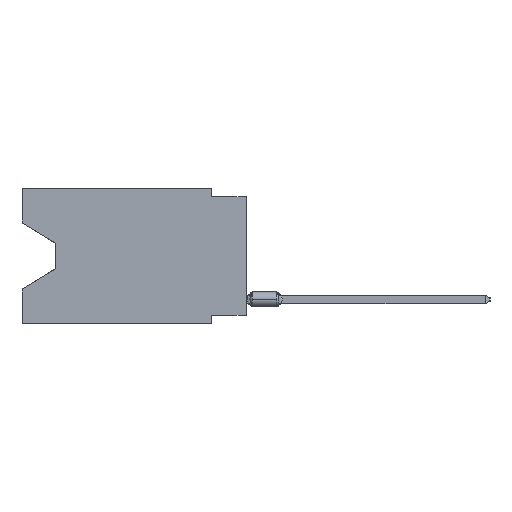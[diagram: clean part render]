
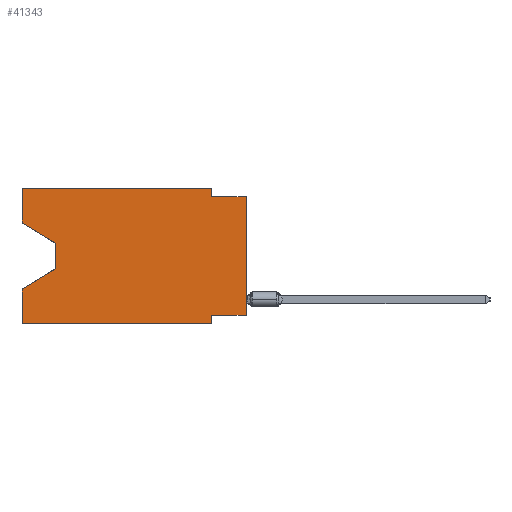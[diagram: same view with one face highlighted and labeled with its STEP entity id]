
A CAD part, left-side view. The second image highlights one B-rep face of the part: STEP entity #41343.
In plain terms, the highlighted planar face has unit normal (-1, 0, 0).
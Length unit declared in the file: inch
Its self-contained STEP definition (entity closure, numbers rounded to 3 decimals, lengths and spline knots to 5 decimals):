
#349 = LINE ( 'NONE', #27061, #5065 ) ;
#837 = CARTESIAN_POINT ( 'NONE',  ( 0., 0.645, -0.10025 ) ) ;
#1374 = VECTOR ( 'NONE', #32621, 39.37008 ) ;
#1483 = DIRECTION ( 'NONE',  ( 0., -1., 0. ) ) ;
#1618 = ORIENTED_EDGE ( 'NONE', *, *, #15438, .T. ) ;
#1952 = CARTESIAN_POINT ( 'NONE',  ( 0., 0.645, -0.39 ) ) ;
#1995 = CARTESIAN_POINT ( 'NONE',  ( 0., 0.55, -0.232 ) ) ;
#2426 = LINE ( 'NONE', #1995, #28673 ) ;
#2613 = CARTESIAN_POINT ( 'NONE',  ( 0., 0.1, -0.365 ) ) ;
#3328 = LINE ( 'NONE', #29798, #1374 ) ;
#3752 = VERTEX_POINT ( 'NONE', #837 ) ;
#3776 = CARTESIAN_POINT ( 'NONE',  ( 0., 0., -0.365 ) ) ;
#4703 = EDGE_CURVE ( 'NONE', #19488, #14418, #14173, .T. ) ;
#5052 = CARTESIAN_POINT ( 'NONE',  ( 0., 0.1, 0. ) ) ;
#5065 = VECTOR ( 'NONE', #40936, 39.37008 ) ;
#5282 = CARTESIAN_POINT ( 'NONE',  ( 0., 0.1, -0.39 ) ) ;
#5671 = DIRECTION ( 'NONE',  ( 0., 0.855, -0.519 ) ) ;
#5694 = LINE ( 'NONE', #5052, #27846 ) ;
#5875 = ORIENTED_EDGE ( 'NONE', *, *, #14965, .T. ) ;
#5987 = VECTOR ( 'NONE', #8081, 39.37008 ) ;
#6674 = ORIENTED_EDGE ( 'NONE', *, *, #32548, .F. ) ;
#7053 = VERTEX_POINT ( 'NONE', #7473 ) ;
#7473 = CARTESIAN_POINT ( 'NONE',  ( 0., 0.1, -0.025 ) ) ;
#7619 = ORIENTED_EDGE ( 'NONE', *, *, #12735, .F. ) ;
#7889 = CARTESIAN_POINT ( 'NONE',  ( 0., 0., -0.025 ) ) ;
#8081 = DIRECTION ( 'NONE',  ( 0., 0., -1. ) ) ;
#8084 = CARTESIAN_POINT ( 'NONE',  ( 0., 0.55, -0.232 ) ) ;
#8448 = CARTESIAN_POINT ( 'NONE',  ( 0., 0.645, 0. ) ) ;
#9209 = EDGE_CURVE ( 'NONE', #3752, #19488, #20267, .T. ) ;
#9897 = ORIENTED_EDGE ( 'NONE', *, *, #38067, .T. ) ;
#10237 = VECTOR ( 'NONE', #41668, 39.37008 ) ;
#10567 = VERTEX_POINT ( 'NONE', #5282 ) ;
#10957 = EDGE_LOOP ( 'NONE', ( #42104, #9897, #1618, #6674, #19377, #32688, #28510, #5875, #17323, #7619, #24188, #12479 ) ) ;
#11511 = VECTOR ( 'NONE', #22696, 39.37008 ) ;
#12479 = ORIENTED_EDGE ( 'NONE', *, *, #9209, .F. ) ;
#12615 = DIRECTION ( 'NONE',  ( 0., 0., -1. ) ) ;
#12735 = EDGE_CURVE ( 'NONE', #14418, #7053, #5694, .T. ) ;
#12994 = CARTESIAN_POINT ( 'NONE',  ( 0., 0.1, 0. ) ) ;
#13069 = LINE ( 'NONE', #13704, #39090 ) ;
#13704 = CARTESIAN_POINT ( 'NONE',  ( 0., 0.1, -0.39 ) ) ;
#13911 = DIRECTION ( 'NONE',  ( 0., 0., -1. ) ) ;
#14173 = LINE ( 'NONE', #24388, #24229 ) ;
#14418 = VERTEX_POINT ( 'NONE', #12994 ) ;
#14965 = EDGE_CURVE ( 'NONE', #38730, #34966, #349, .T. ) ;
#15438 = EDGE_CURVE ( 'NONE', #40144, #19821, #2426, .T. ) ;
#16109 = VERTEX_POINT ( 'NONE', #24624 ) ;
#16648 = VERTEX_POINT ( 'NONE', #21961 ) ;
#17048 = CARTESIAN_POINT ( 'NONE',  ( 0., 0.645, 0. ) ) ;
#17323 = ORIENTED_EDGE ( 'NONE', *, *, #27165, .F. ) ;
#17595 = AXIS2_PLACEMENT_3D ( 'NONE', #17048, #39862, #37467 ) ;
#18491 = LINE ( 'NONE', #28703, #5987 ) ;
#19377 = ORIENTED_EDGE ( 'NONE', *, *, #26383, .T. ) ;
#19488 = VERTEX_POINT ( 'NONE', #20665 ) ;
#19821 = VERTEX_POINT ( 'NONE', #39109 ) ;
#20267 = LINE ( 'NONE', #36358, #11511 ) ;
#20665 = CARTESIAN_POINT ( 'NONE',  ( 0., 0.645, 0. ) ) ;
#21691 = DIRECTION ( 'NONE',  ( 0., 0., 1. ) ) ;
#21961 = CARTESIAN_POINT ( 'NONE',  ( 0., 0.55, -0.158 ) ) ;
#22696 = DIRECTION ( 'NONE',  ( 0., 0., 1. ) ) ;
#22869 = VERTEX_POINT ( 'NONE', #2613 ) ;
#24188 = ORIENTED_EDGE ( 'NONE', *, *, #4703, .F. ) ;
#24219 = FACE_OUTER_BOUND ( 'NONE', #10957, .T. ) ;
#24229 = VECTOR ( 'NONE', #41542, 39.37008 ) ;
#24388 = CARTESIAN_POINT ( 'NONE',  ( 0., 0.645, 0. ) ) ;
#24520 = LINE ( 'NONE', #1952, #10237 ) ;
#24624 = CARTESIAN_POINT ( 'NONE',  ( 0., 0.645, -0.39 ) ) ;
#26383 = EDGE_CURVE ( 'NONE', #16109, #10567, #24520, .T. ) ;
#27061 = CARTESIAN_POINT ( 'NONE',  ( 0., 0., 0. ) ) ;
#27165 = EDGE_CURVE ( 'NONE', #7053, #34966, #37312, .T. ) ;
#27478 = DIRECTION ( 'NONE',  ( 0., -0.855, -0.519 ) ) ;
#27796 = LINE ( 'NONE', #8448, #28542 ) ;
#27846 = VECTOR ( 'NONE', #12615, 39.37008 ) ;
#28353 = EDGE_CURVE ( 'NONE', #38730, #22869, #3328, .T. ) ;
#28510 = ORIENTED_EDGE ( 'NONE', *, *, #28353, .F. ) ;
#28542 = VECTOR ( 'NONE', #21691, 39.37008 ) ;
#28673 = VECTOR ( 'NONE', #5671, 39.37008 ) ;
#28703 = CARTESIAN_POINT ( 'NONE',  ( 0., 0.55, -0.158 ) ) ;
#29798 = CARTESIAN_POINT ( 'NONE',  ( 0., 0., -0.365 ) ) ;
#30963 = CARTESIAN_POINT ( 'NONE',  ( 0., 0.645, -0.10025 ) ) ;
#32548 = EDGE_CURVE ( 'NONE', #16109, #19821, #27796, .T. ) ;
#32621 = DIRECTION ( 'NONE',  ( 0., 1., 0. ) ) ;
#32688 = ORIENTED_EDGE ( 'NONE', *, *, #35124, .F. ) ;
#33982 = LINE ( 'NONE', #30963, #37834 ) ;
#33984 = PLANE ( 'NONE',  #17595 ) ;
#34966 = VERTEX_POINT ( 'NONE', #7889 ) ;
#35124 = EDGE_CURVE ( 'NONE', #22869, #10567, #13069, .T. ) ;
#36358 = CARTESIAN_POINT ( 'NONE',  ( 0., 0.645, 0. ) ) ;
#36681 = VECTOR ( 'NONE', #1483, 39.37008 ) ;
#37312 = LINE ( 'NONE', #41199, #36681 ) ;
#37467 = DIRECTION ( 'NONE',  ( 0., 0., -1. ) ) ;
#37834 = VECTOR ( 'NONE', #27478, 39.37008 ) ;
#38067 = EDGE_CURVE ( 'NONE', #16648, #40144, #18491, .T. ) ;
#38730 = VERTEX_POINT ( 'NONE', #3776 ) ;
#39090 = VECTOR ( 'NONE', #13911, 39.37008 ) ;
#39109 = CARTESIAN_POINT ( 'NONE',  ( 0., 0.645, -0.28975 ) ) ;
#39862 = DIRECTION ( 'NONE',  ( 1., 0., 0. ) ) ;
#40144 = VERTEX_POINT ( 'NONE', #8084 ) ;
#40936 = DIRECTION ( 'NONE',  ( 0., 0., 1. ) ) ;
#41199 = CARTESIAN_POINT ( 'NONE',  ( 0., 0., -0.025 ) ) ;
#41343 = ADVANCED_FACE ( 'NONE', ( #24219 ), #33984, .F. ) ;
#41542 = DIRECTION ( 'NONE',  ( 0., -1., 0. ) ) ;
#41668 = DIRECTION ( 'NONE',  ( 0., -1., 0. ) ) ;
#42104 = ORIENTED_EDGE ( 'NONE', *, *, #42509, .T. ) ;
#42509 = EDGE_CURVE ( 'NONE', #3752, #16648, #33982, .T. ) ;
